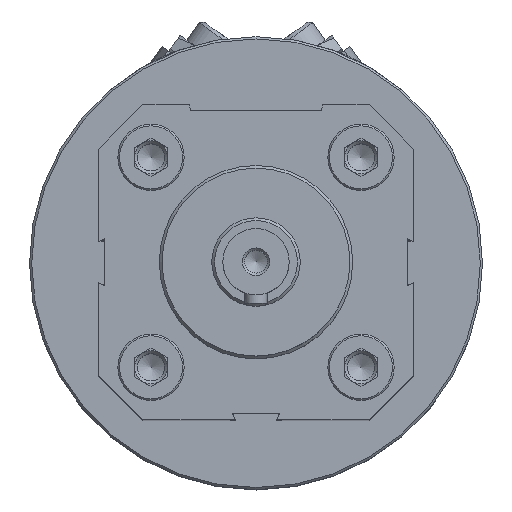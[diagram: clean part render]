
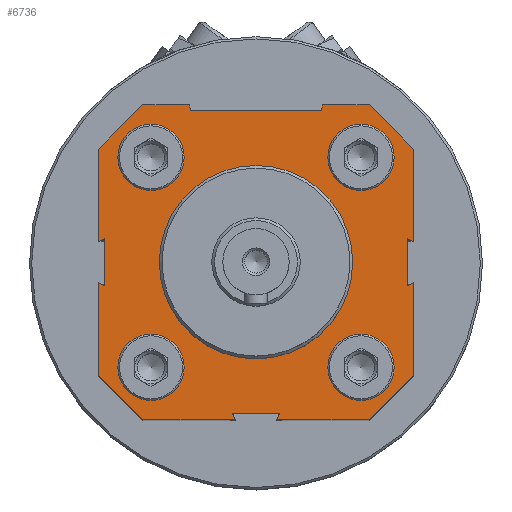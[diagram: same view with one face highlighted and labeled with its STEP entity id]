
A CAD part, top view. The second image highlights one B-rep face of the part: STEP entity #6736.
In plain terms, the highlighted face is planar.
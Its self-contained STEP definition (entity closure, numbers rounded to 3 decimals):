
#356=LINE('',#10316,#899);
#357=LINE('',#10319,#900);
#358=LINE('',#10321,#901);
#359=LINE('',#10323,#902);
#360=LINE('',#10325,#903);
#361=LINE('',#10327,#904);
#362=LINE('',#10329,#905);
#363=LINE('',#10331,#906);
#364=LINE('',#10333,#907);
#365=LINE('',#10335,#908);
#366=LINE('',#10337,#909);
#367=LINE('',#10339,#910);
#368=LINE('',#10341,#911);
#369=LINE('',#10343,#912);
#370=LINE('',#10345,#913);
#371=LINE('',#10347,#914);
#372=LINE('',#10349,#915);
#373=LINE('',#10351,#916);
#374=LINE('',#10353,#917);
#375=LINE('',#10355,#918);
#376=LINE('',#10357,#919);
#377=LINE('',#10359,#920);
#378=LINE('',#10361,#921);
#379=LINE('',#10363,#922);
#899=VECTOR('',#8133,1000.);
#900=VECTOR('',#8134,1000.);
#901=VECTOR('',#8135,1000.);
#902=VECTOR('',#8136,1000.);
#903=VECTOR('',#8137,1000.);
#904=VECTOR('',#8138,1000.);
#905=VECTOR('',#8139,1000.);
#906=VECTOR('',#8140,1000.);
#907=VECTOR('',#8141,1000.);
#908=VECTOR('',#8142,1000.);
#909=VECTOR('',#8143,1000.);
#910=VECTOR('',#8144,1000.);
#911=VECTOR('',#8145,1000.);
#912=VECTOR('',#8146,1000.);
#913=VECTOR('',#8147,1000.);
#914=VECTOR('',#8148,1000.);
#915=VECTOR('',#8149,1000.);
#916=VECTOR('',#8150,1000.);
#917=VECTOR('',#8151,1000.);
#918=VECTOR('',#8152,1000.);
#919=VECTOR('',#8153,1000.);
#920=VECTOR('',#8154,1000.);
#921=VECTOR('',#8155,1000.);
#922=VECTOR('',#8156,1000.);
#1442=ORIENTED_EDGE('',*,*,#3322,.F.);
#1443=ORIENTED_EDGE('',*,*,#3323,.F.);
#1444=ORIENTED_EDGE('',*,*,#3324,.F.);
#1445=ORIENTED_EDGE('',*,*,#3325,.F.);
#1446=ORIENTED_EDGE('',*,*,#3326,.F.);
#1447=ORIENTED_EDGE('',*,*,#3327,.F.);
#1448=ORIENTED_EDGE('',*,*,#3328,.F.);
#1449=ORIENTED_EDGE('',*,*,#3329,.F.);
#1450=ORIENTED_EDGE('',*,*,#3330,.F.);
#1451=ORIENTED_EDGE('',*,*,#3331,.F.);
#1452=ORIENTED_EDGE('',*,*,#3332,.F.);
#1453=ORIENTED_EDGE('',*,*,#3333,.F.);
#1454=ORIENTED_EDGE('',*,*,#3334,.F.);
#1455=ORIENTED_EDGE('',*,*,#3335,.F.);
#1456=ORIENTED_EDGE('',*,*,#3336,.F.);
#1457=ORIENTED_EDGE('',*,*,#3337,.F.);
#1458=ORIENTED_EDGE('',*,*,#3338,.F.);
#1459=ORIENTED_EDGE('',*,*,#3339,.F.);
#1460=ORIENTED_EDGE('',*,*,#3340,.F.);
#1461=ORIENTED_EDGE('',*,*,#3341,.F.);
#1462=ORIENTED_EDGE('',*,*,#3342,.F.);
#1463=ORIENTED_EDGE('',*,*,#3343,.F.);
#1464=ORIENTED_EDGE('',*,*,#3344,.F.);
#1465=ORIENTED_EDGE('',*,*,#3345,.F.);
#1466=ORIENTED_EDGE('',*,*,#3346,.F.);
#1467=ORIENTED_EDGE('',*,*,#3347,.F.);
#1468=ORIENTED_EDGE('',*,*,#3348,.F.);
#1469=ORIENTED_EDGE('',*,*,#3349,.F.);
#1470=ORIENTED_EDGE('',*,*,#3350,.F.);
#3322=EDGE_CURVE('',#4262,#4262,#4927,.T.);
#3323=EDGE_CURVE('',#4263,#4263,#4928,.T.);
#3324=EDGE_CURVE('',#4264,#4264,#4929,.F.);
#3325=EDGE_CURVE('',#4265,#4266,#356,.T.);
#3326=EDGE_CURVE('',#4267,#4265,#357,.T.);
#3327=EDGE_CURVE('',#4268,#4267,#358,.T.);
#3328=EDGE_CURVE('',#4269,#4268,#359,.T.);
#3329=EDGE_CURVE('',#4270,#4269,#360,.T.);
#3330=EDGE_CURVE('',#4271,#4270,#361,.T.);
#3331=EDGE_CURVE('',#4272,#4271,#362,.T.);
#3332=EDGE_CURVE('',#4273,#4272,#363,.T.);
#3333=EDGE_CURVE('',#4274,#4273,#364,.T.);
#3334=EDGE_CURVE('',#4275,#4274,#365,.T.);
#3335=EDGE_CURVE('',#4276,#4275,#366,.T.);
#3336=EDGE_CURVE('',#4277,#4276,#367,.T.);
#3337=EDGE_CURVE('',#4278,#4277,#368,.T.);
#3338=EDGE_CURVE('',#4279,#4278,#369,.T.);
#3339=EDGE_CURVE('',#4280,#4279,#370,.T.);
#3340=EDGE_CURVE('',#4281,#4280,#371,.T.);
#3341=EDGE_CURVE('',#4282,#4281,#372,.T.);
#3342=EDGE_CURVE('',#4283,#4282,#373,.T.);
#3343=EDGE_CURVE('',#4284,#4283,#374,.T.);
#3344=EDGE_CURVE('',#4285,#4284,#375,.T.);
#3345=EDGE_CURVE('',#4286,#4285,#376,.T.);
#3346=EDGE_CURVE('',#4287,#4286,#377,.T.);
#3347=EDGE_CURVE('',#4288,#4287,#378,.T.);
#3348=EDGE_CURVE('',#4266,#4288,#379,.T.);
#3349=EDGE_CURVE('',#4289,#4289,#4930,.T.);
#3350=EDGE_CURVE('',#4290,#4290,#4931,.T.);
#4262=VERTEX_POINT('',#10311);
#4263=VERTEX_POINT('',#10313);
#4264=VERTEX_POINT('',#10315);
#4265=VERTEX_POINT('',#10317);
#4266=VERTEX_POINT('',#10318);
#4267=VERTEX_POINT('',#10320);
#4268=VERTEX_POINT('',#10322);
#4269=VERTEX_POINT('',#10324);
#4270=VERTEX_POINT('',#10326);
#4271=VERTEX_POINT('',#10328);
#4272=VERTEX_POINT('',#10330);
#4273=VERTEX_POINT('',#10332);
#4274=VERTEX_POINT('',#10334);
#4275=VERTEX_POINT('',#10336);
#4276=VERTEX_POINT('',#10338);
#4277=VERTEX_POINT('',#10340);
#4278=VERTEX_POINT('',#10342);
#4279=VERTEX_POINT('',#10344);
#4280=VERTEX_POINT('',#10346);
#4281=VERTEX_POINT('',#10348);
#4282=VERTEX_POINT('',#10350);
#4283=VERTEX_POINT('',#10352);
#4284=VERTEX_POINT('',#10354);
#4285=VERTEX_POINT('',#10356);
#4286=VERTEX_POINT('',#10358);
#4287=VERTEX_POINT('',#10360);
#4288=VERTEX_POINT('',#10362);
#4289=VERTEX_POINT('',#10365);
#4290=VERTEX_POINT('',#10367);
#4927=CIRCLE('',#7304,6.);
#4928=CIRCLE('',#7305,6.);
#4929=CIRCLE('',#7306,17.5);
#4930=CIRCLE('',#7307,6.);
#4931=CIRCLE('',#7308,6.);
#5290=EDGE_LOOP('',(#1442));
#5291=EDGE_LOOP('',(#1443));
#5292=EDGE_LOOP('',(#1444));
#5293=EDGE_LOOP('',(#1445,#1446,#1447,#1448,#1449,#1450,#1451,#1452,#1453,
#1454,#1455,#1456,#1457,#1458,#1459,#1460,#1461,#1462,#1463,#1464,#1465,
#1466,#1467,#1468));
#5294=EDGE_LOOP('',(#1469));
#5295=EDGE_LOOP('',(#1470));
#5891=FACE_BOUND('',#5290,.T.);
#5892=FACE_BOUND('',#5291,.T.);
#5893=FACE_BOUND('',#5292,.T.);
#5894=FACE_BOUND('',#5293,.T.);
#5895=FACE_BOUND('',#5294,.T.);
#5896=FACE_BOUND('',#5295,.T.);
#6502=PLANE('',#7303);
#6736=ADVANCED_FACE('',(#5891,#5892,#5893,#5894,#5895,#5896),#6502,.F.);
#7303=AXIS2_PLACEMENT_3D('',#10309,#8125,#8126);
#7304=AXIS2_PLACEMENT_3D('',#10310,#8127,#8128);
#7305=AXIS2_PLACEMENT_3D('',#10312,#8129,#8130);
#7306=AXIS2_PLACEMENT_3D('',#10314,#8131,#8132);
#7307=AXIS2_PLACEMENT_3D('',#10364,#8157,#8158);
#7308=AXIS2_PLACEMENT_3D('',#10366,#8159,#8160);
#8125=DIRECTION('',(1.,0.,0.));
#8126=DIRECTION('',(0.,0.,-1.));
#8127=DIRECTION('',(-1.,0.,0.));
#8128=DIRECTION('',(0.,0.,1.));
#8129=DIRECTION('',(-1.,0.,0.));
#8130=DIRECTION('',(0.,0.,1.));
#8131=DIRECTION('',(1.,0.,0.));
#8132=DIRECTION('',(0.,0.,-1.));
#8133=DIRECTION('',(0.,-1.,0.));
#8134=DIRECTION('',(0.,0.429,0.903));
#8135=DIRECTION('',(0.,-1.,0.));
#8136=DIRECTION('',(0.,0.429,-0.903));
#8137=DIRECTION('',(0.,-1.,0.));
#8138=DIRECTION('',(0.,-0.707,0.707));
#8139=DIRECTION('',(0.,0.,1.));
#8140=DIRECTION('',(0.,0.996,0.087));
#8141=DIRECTION('',(0.,0.,1.));
#8142=DIRECTION('',(0.,-0.996,0.087));
#8143=DIRECTION('',(0.,0.,1.));
#8144=DIRECTION('',(0.,0.707,0.707));
#8145=DIRECTION('',(0.,1.,0.));
#8146=DIRECTION('',(0.,-0.429,-0.903));
#8147=DIRECTION('',(0.,1.,0.));
#8148=DIRECTION('',(0.,-0.429,0.903));
#8149=DIRECTION('',(0.,1.,0.));
#8150=DIRECTION('',(0.,0.707,-0.707));
#8151=DIRECTION('',(0.,0.,-1.));
#8152=DIRECTION('',(0.,-0.903,0.429));
#8153=DIRECTION('',(0.,0.,-1.));
#8154=DIRECTION('',(0.,0.903,0.429));
#8155=DIRECTION('',(0.,0.,-1.));
#8156=DIRECTION('',(0.,-0.707,-0.707));
#8157=DIRECTION('',(-1.,0.,0.));
#8158=DIRECTION('',(0.,0.,1.));
#8159=DIRECTION('',(-1.,0.,0.));
#8160=DIRECTION('',(0.,0.,1.));
#10309=CARTESIAN_POINT('',(-168.4,0.,0.));
#10310=CARTESIAN_POINT('',(-168.4,-19.,19.));
#10311=CARTESIAN_POINT('',(-168.4,-19.,25.));
#10312=CARTESIAN_POINT('',(-168.4,19.,-19.));
#10313=CARTESIAN_POINT('',(-168.4,19.,-13.));
#10314=CARTESIAN_POINT('',(-168.4,0.,0.));
#10315=CARTESIAN_POINT('',(-168.4,0.,-17.5));
#10316=CARTESIAN_POINT('',(-168.4,-3.734,28.5));
#10317=CARTESIAN_POINT('',(-168.4,-3.734,28.5));
#10318=CARTESIAN_POINT('',(-168.4,-20.5,28.5));
#10319=CARTESIAN_POINT('',(-168.4,-4.275,27.36));
#10320=CARTESIAN_POINT('',(-168.4,-4.275,27.36));
#10321=CARTESIAN_POINT('',(-168.4,4.275,27.36));
#10322=CARTESIAN_POINT('',(-168.4,4.275,27.36));
#10323=CARTESIAN_POINT('',(-168.4,3.734,28.5));
#10324=CARTESIAN_POINT('',(-168.4,3.734,28.5));
#10325=CARTESIAN_POINT('',(-168.4,20.5,28.5));
#10326=CARTESIAN_POINT('',(-168.4,20.5,28.5));
#10327=CARTESIAN_POINT('',(-168.4,28.5,20.5));
#10328=CARTESIAN_POINT('',(-168.4,28.5,20.5));
#10329=CARTESIAN_POINT('',(-168.4,28.5,12.));
#10330=CARTESIAN_POINT('',(-168.4,28.5,12.));
#10331=CARTESIAN_POINT('',(-168.4,27.474,11.91));
#10332=CARTESIAN_POINT('',(-168.4,27.474,11.91));
#10333=CARTESIAN_POINT('',(-168.4,27.474,-11.91));
#10334=CARTESIAN_POINT('',(-168.4,27.474,-11.91));
#10335=CARTESIAN_POINT('',(-168.4,28.5,-12.));
#10336=CARTESIAN_POINT('',(-168.4,28.5,-12.));
#10337=CARTESIAN_POINT('',(-168.4,28.5,-20.5));
#10338=CARTESIAN_POINT('',(-168.4,28.5,-20.5));
#10339=CARTESIAN_POINT('',(-168.4,20.5,-28.5));
#10340=CARTESIAN_POINT('',(-168.4,20.5,-28.5));
#10341=CARTESIAN_POINT('',(-168.4,3.734,-28.5));
#10342=CARTESIAN_POINT('',(-168.4,3.734,-28.5));
#10343=CARTESIAN_POINT('',(-168.4,4.275,-27.36));
#10344=CARTESIAN_POINT('',(-168.4,4.275,-27.36));
#10345=CARTESIAN_POINT('',(-168.4,-4.275,-27.36));
#10346=CARTESIAN_POINT('',(-168.4,-4.275,-27.36));
#10347=CARTESIAN_POINT('',(-168.4,-3.734,-28.5));
#10348=CARTESIAN_POINT('',(-168.4,-3.734,-28.5));
#10349=CARTESIAN_POINT('',(-168.4,-20.5,-28.5));
#10350=CARTESIAN_POINT('',(-168.4,-20.5,-28.5));
#10351=CARTESIAN_POINT('',(-168.4,-28.5,-20.5));
#10352=CARTESIAN_POINT('',(-168.4,-28.5,-20.5));
#10353=CARTESIAN_POINT('',(-168.4,-28.5,-3.734));
#10354=CARTESIAN_POINT('',(-168.4,-28.5,-3.734));
#10355=CARTESIAN_POINT('',(-168.4,-27.36,-4.275));
#10356=CARTESIAN_POINT('',(-168.4,-27.36,-4.275));
#10357=CARTESIAN_POINT('',(-168.4,-27.36,4.275));
#10358=CARTESIAN_POINT('',(-168.4,-27.36,4.275));
#10359=CARTESIAN_POINT('',(-168.4,-28.5,3.734));
#10360=CARTESIAN_POINT('',(-168.4,-28.5,3.734));
#10361=CARTESIAN_POINT('',(-168.4,-28.5,20.5));
#10362=CARTESIAN_POINT('',(-168.4,-28.5,20.5));
#10363=CARTESIAN_POINT('',(-168.4,-20.5,28.5));
#10364=CARTESIAN_POINT('',(-168.4,-19.,-19.));
#10365=CARTESIAN_POINT('',(-168.4,-19.,-13.));
#10366=CARTESIAN_POINT('',(-168.4,19.,19.));
#10367=CARTESIAN_POINT('',(-168.4,19.,25.));
